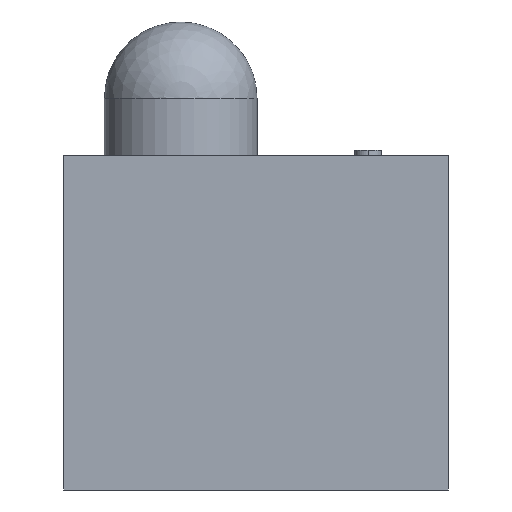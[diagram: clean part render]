
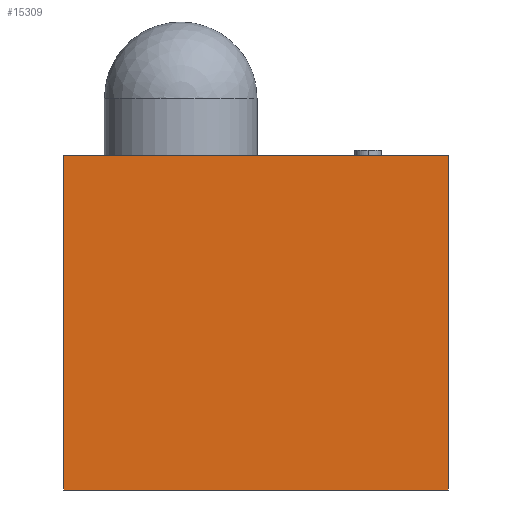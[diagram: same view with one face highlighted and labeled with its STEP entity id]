
A CAD part, left-side view. The second image highlights one B-rep face of the part: STEP entity #15309.
In plain terms, the highlighted planar face has unit normal (-1, 0, 0).
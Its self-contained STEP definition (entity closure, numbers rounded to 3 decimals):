
#8397 = CARTESIAN_POINT ( 'NONE',  ( -2.16, 3.65, 3.175 ) ) ;
#8398 = DIRECTION ( 'NONE',  ( 0., 0., 1. ) ) ;
#8399 = VECTOR ( 'NONE', #8398, 1000. ) ;
#8400 = CARTESIAN_POINT ( 'NONE',  ( -2.16, 3.65, 0.764 ) ) ;
#8401 = LINE ( 'NONE', #8400, #8399 ) ;
#8442 = CARTESIAN_POINT ( 'NONE',  ( -2.16, 3.65, -3.175 ) ) ;
#8443 = DIRECTION ( 'NONE',  ( 0., 1., 0. ) ) ;
#8444 = VECTOR ( 'NONE', #8443, 1000. ) ;
#8445 = CARTESIAN_POINT ( 'NONE',  ( -2.16, -8.657, -3.175 ) ) ;
#8446 = LINE ( 'NONE', #8445, #8444 ) ;
#8447 = CARTESIAN_POINT ( 'NONE',  ( -2.16, -3.65, -3.175 ) ) ;
#15280 = EDGE_CURVE ( 'NONE', #15326, #15658, #19346, .T. ) ;
#15300 = EDGE_CURVE ( 'NONE', #15665, #15326, #19410, .T. ) ;
#15303 = ORIENTED_EDGE ( 'NONE', *, *, #15667, .F. ) ;
#15305 = ORIENTED_EDGE ( 'NONE', *, *, #15657, .F. ) ;
#15306 = EDGE_LOOP ( 'NONE', ( #15308, #15307, #15305, #15303 ) ) ;
#15307 = ORIENTED_EDGE ( 'NONE', *, *, #15280, .T. ) ;
#15308 = ORIENTED_EDGE ( 'NONE', *, *, #15300, .T. ) ;
#15309 = ADVANCED_FACE ( 'NONE', ( #19435 ), #19471, .T. ) ;
#15326 = VERTEX_POINT ( 'NONE', #19505 ) ;
#15657 = EDGE_CURVE ( 'NONE', #15668, #15658, #8401, .T. ) ;
#15658 = VERTEX_POINT ( 'NONE', #8397 ) ;
#15665 = VERTEX_POINT ( 'NONE', #8447 ) ;
#15667 = EDGE_CURVE ( 'NONE', #15665, #15668, #8446, .T. ) ;
#15668 = VERTEX_POINT ( 'NONE', #8442 ) ;
#19343 = DIRECTION ( 'NONE',  ( 0., 1., 0. ) ) ;
#19344 = VECTOR ( 'NONE', #19343, 1000. ) ;
#19345 = CARTESIAN_POINT ( 'NONE',  ( -2.16, -8.657, 3.175 ) ) ;
#19346 = LINE ( 'NONE', #19345, #19344 ) ;
#19403 = DIRECTION ( 'NONE',  ( 0., 0., 1. ) ) ;
#19404 = VECTOR ( 'NONE', #19403, 1000. ) ;
#19405 = CARTESIAN_POINT ( 'NONE',  ( -2.16, -3.65, 0.764 ) ) ;
#19410 = LINE ( 'NONE', #19405, #19404 ) ;
#19435 = FACE_OUTER_BOUND ( 'NONE', #15306, .T. ) ;
#19466 = DIRECTION ( 'NONE',  ( 0., 0., 1. ) ) ;
#19467 = DIRECTION ( 'NONE',  ( -1., 0., 0. ) ) ;
#19468 = CARTESIAN_POINT ( 'NONE',  ( -2.16, -8.657, 0.764 ) ) ;
#19469 = AXIS2_PLACEMENT_3D ( 'NONE', #19468, #19467, #19466 ) ;
#19471 = PLANE ( 'NONE',  #19469 ) ;
#19505 = CARTESIAN_POINT ( 'NONE',  ( -2.16, -3.65, 3.175 ) ) ;
